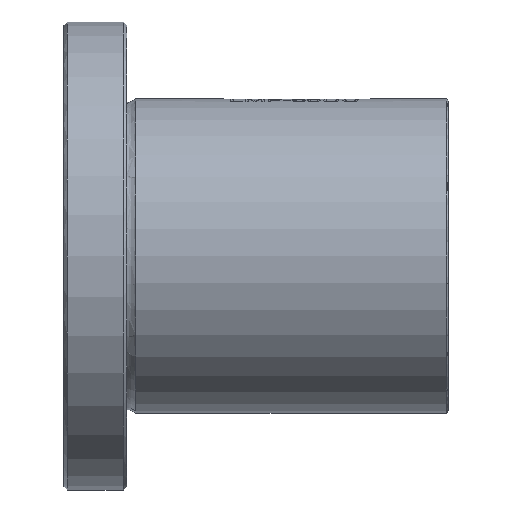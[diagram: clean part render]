
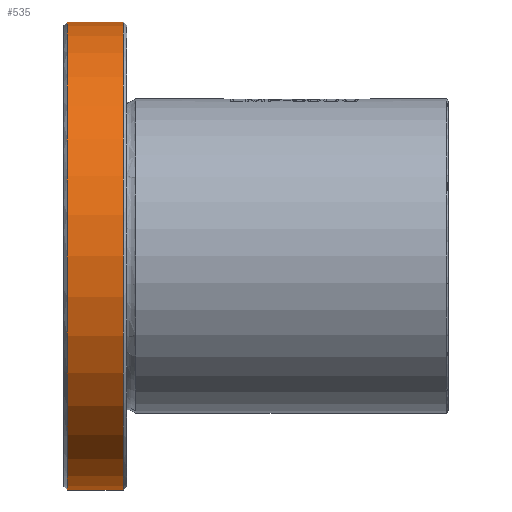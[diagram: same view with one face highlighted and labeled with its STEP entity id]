
A CAD part, front view. The second image highlights one B-rep face of the part: STEP entity #535.
In plain terms, the highlighted cylindrical face has radius 67 mm (diameter 134 mm), a full revolution.
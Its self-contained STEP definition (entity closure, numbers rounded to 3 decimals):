
#490=CYLINDRICAL_SURFACE('',#5965,67.);
#535=ADVANCED_FACE('',(#1147,#1148),#490,.T.);
#1059=CIRCLE('',#5955,67.);
#1060=CIRCLE('',#5956,67.);
#1061=CIRCLE('',#5963,67.);
#1062=CIRCLE('',#5964,67.);
#1147=FACE_BOUND('',#1261,.T.);
#1148=FACE_BOUND('',#1262,.T.);
#1261=EDGE_LOOP('',(#2314,#2315));
#1262=EDGE_LOOP('',(#2316,#2317));
#2314=ORIENTED_EDGE('',*,*,#4452,.T.);
#2315=ORIENTED_EDGE('',*,*,#4453,.T.);
#2316=ORIENTED_EDGE('',*,*,#4464,.F.);
#2317=ORIENTED_EDGE('',*,*,#4465,.F.);
#3894=VERTEX_POINT('',#8877);
#3895=VERTEX_POINT('',#8878);
#3906=VERTEX_POINT('',#9013);
#3907=VERTEX_POINT('',#9014);
#4452=EDGE_CURVE('',#3894,#3895,#1059,.T.);
#4453=EDGE_CURVE('',#3895,#3894,#1060,.T.);
#4464=EDGE_CURVE('',#3906,#3907,#1061,.T.);
#4465=EDGE_CURVE('',#3907,#3906,#1062,.T.);
#5955=AXIS2_PLACEMENT_3D('',#8876,#6405,#6406);
#5956=AXIS2_PLACEMENT_3D('',#8879,#6407,#6408);
#5963=AXIS2_PLACEMENT_3D('',#9012,#6421,#6422);
#5964=AXIS2_PLACEMENT_3D('',#9015,#6423,#6424);
#5965=AXIS2_PLACEMENT_3D('',#9016,#6425,#6426);
#6405=DIRECTION('',(1.,0.,0.));
#6406=DIRECTION('',(0.,0.,-1.));
#6407=DIRECTION('',(1.,0.,0.));
#6408=DIRECTION('',(0.,0.,-1.));
#6421=DIRECTION('',(1.,0.,0.));
#6422=DIRECTION('',(0.,0.,1.));
#6423=DIRECTION('',(1.,0.,0.));
#6424=DIRECTION('',(0.,0.,1.));
#6425=DIRECTION('',(1.,0.,0.));
#6426=DIRECTION('',(0.,0.,-1.));
#8876=CARTESIAN_POINT('',(1.,0.,0.));
#8877=CARTESIAN_POINT('',(1.,0.,-67.));
#8878=CARTESIAN_POINT('',(1.,0.,67.));
#8879=CARTESIAN_POINT('',(1.,0.,0.));
#9012=CARTESIAN_POINT('',(17.,0.,0.));
#9013=CARTESIAN_POINT('',(17.,0.,67.));
#9014=CARTESIAN_POINT('',(17.,0.,-67.));
#9015=CARTESIAN_POINT('',(17.,0.,0.));
#9016=CARTESIAN_POINT('',(1.,0.,0.));
